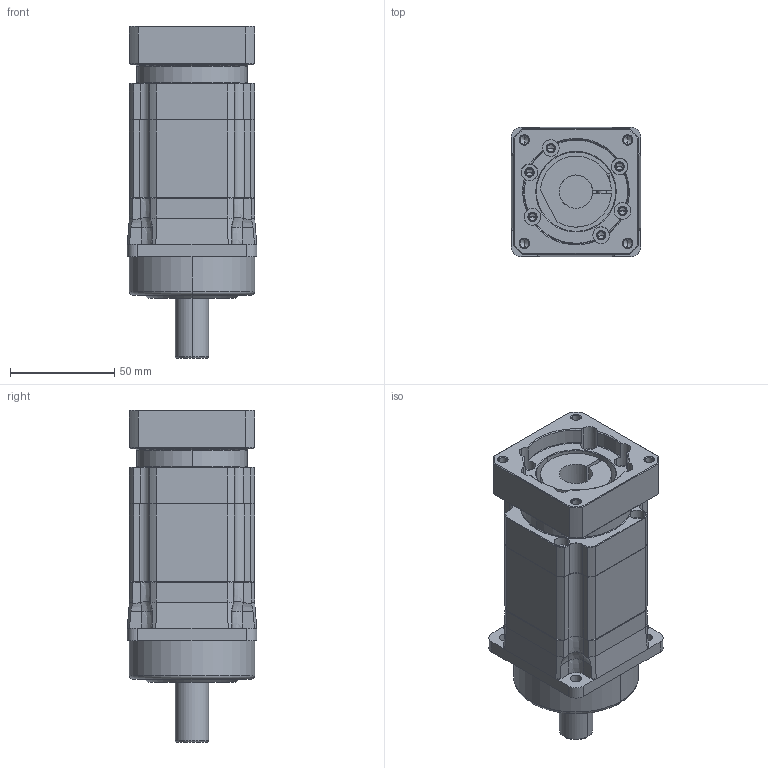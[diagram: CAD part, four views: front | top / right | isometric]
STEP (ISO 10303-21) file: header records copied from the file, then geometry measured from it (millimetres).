
FILE_DESCRIPTION((''),'2;1');
FILE_NAME('AF060A2-P0403200503_ASM','2008-09-19T',('d00080'),(''),'PRO/ENGINEER BY PARAMETRIC TECHNOLOGY CORPORATION, 2006170','PRO/ENGINEER BY PARAMETRIC TECHNOLOGY CORPORATION, 2006170','');
FILE_SCHEMA(('CONFIG_CONTROL_DESIGN'));
Length unit declared in the file: millimetre
Products named in the file (5): AF060A2; AN023A-1; P1301200001; P0403200503; AF060A2-P0403200503_ASM
Assembly tree (4 placements, depth 2):
  AF060A2-P0403200503_ASM
    AF060A2
    AN023A-1
    P1301200001
    P0403200503
Bounding box: 62 x 62 x 159 mm (x, y, z)
Volume: 352723.9 mm3; surface area: 70584.6 mm2
Topology: 4 solids, 16 shells, 534 faces, 1283 edges, 773 vertices
Faces by surface type: cylinder 201, plane 135, cone 104, torus 62, bspline 32
Entity records: 16707 total; most frequent: CARTESIAN_POINT 4124, DIRECTION 2757, ORIENTED_EDGE 2472, EDGE_CURVE 1261, AXIS2_PLACEMENT_3D 1122, VERTEX_POINT 773, EDGE_LOOP 608, CIRCLE 605
